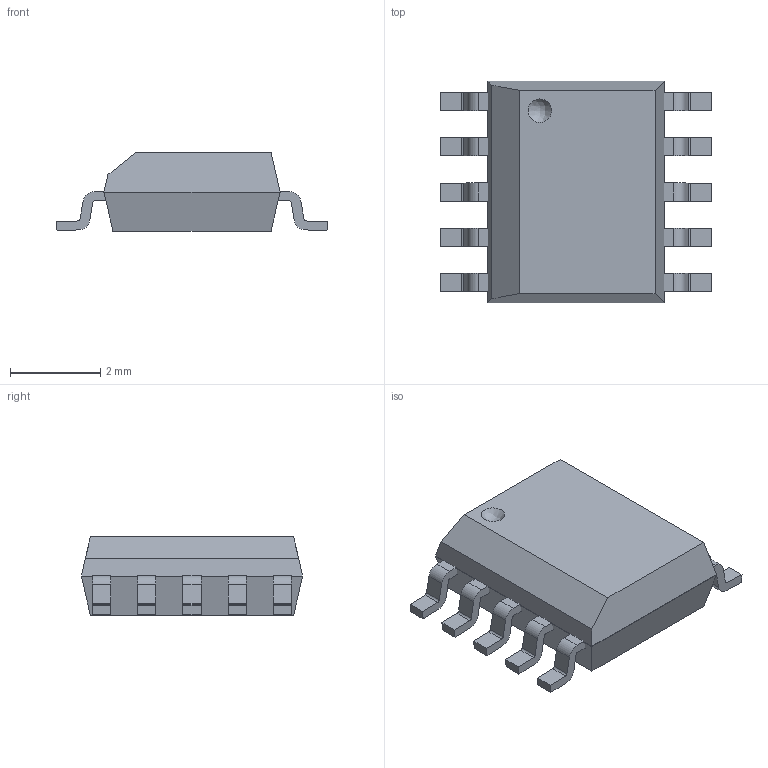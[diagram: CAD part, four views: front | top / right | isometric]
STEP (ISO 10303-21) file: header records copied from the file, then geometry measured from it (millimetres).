
FILE_DESCRIPTION(('FreeCAD Model'),'2;1');
FILE_NAME('User_Library_SSO10_cp.step', '2018-06-29T14:16:24',('kicad StepUp'),('ksu MCAD'), 'Open CASCADE STEP processor 7.2','FreeCAD','Unknown');
FILE_SCHEMA(('AUTOMOTIVE_DESIGN { 1 0 10303 214 1 1 1 1 }'));
Length unit declared in the file: millimetre
Products named in the file (1): User_Library_SSO10_cp
Bounding box: 6 x 4.9 x 1.74 mm (x, y, z)
Volume: 31 mm3; surface area: 119.7 mm2
Topology: 12 solids, 12 shells, 162 faces, 405 edges, 268 vertices
Faces by surface type: plane 121, cylinder 40, bspline 1
Entity records: 5951 total; most frequent: CARTESIAN_POINT 869, ORIENTED_EDGE 810, DIRECTION 807, EDGE_CURVE 405, LINE 323, VECTOR 323, VERTEX_POINT 268, AXIS2_PLACEMENT_3D 242
